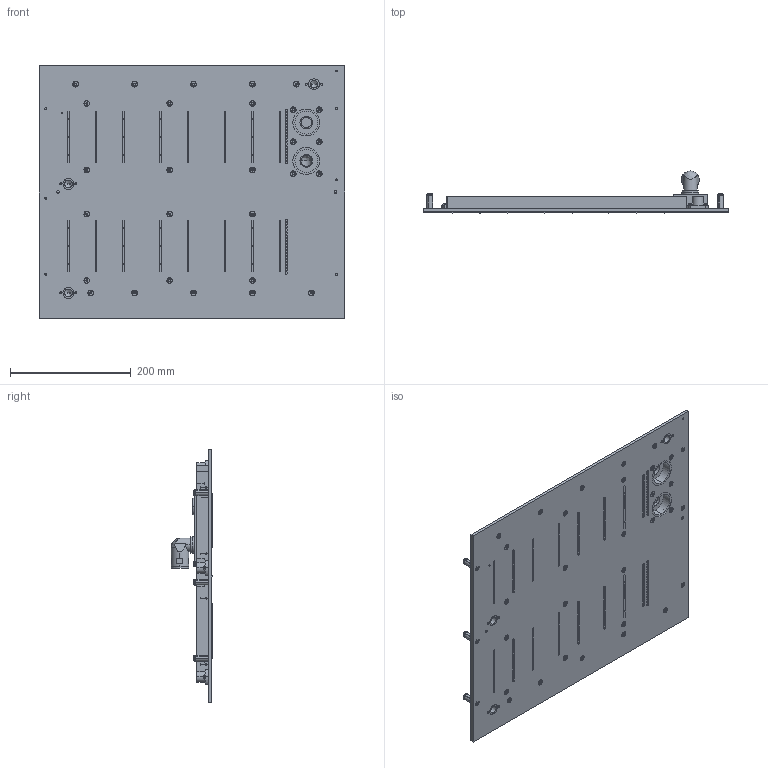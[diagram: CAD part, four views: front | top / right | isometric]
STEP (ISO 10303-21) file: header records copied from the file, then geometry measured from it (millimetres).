
FILE_DESCRIPTION (( 'STEP AP214' ), '1' );
FILE_NAME ('INGUN_13879.STEP', '2023-02-02T13:22:55', ( '' ), ( '' ), 'SwSTEP 2.0', 'SolidWorks 2021', '' );
FILE_SCHEMA (( 'AUTOMOTIVE_DESIGN' ));
Length unit declared in the file: millimetre
Products named in the file (20): 14688~0; 14102~2; 11683~0; 23691~0; 11657~0; 3609~1_S; 14050~6_KUNDE<Standard>; ISO7380~n_M04,0x010; DIN7~n_01,0m6x006; 14749~0; 13880~4; 15307~3_S; DIN7~n_04,0m6x004; DIN7991~n_M04,0x010; 14689~1; INGUN_13879; 10143~0; 19420~3; KT-Master__ADA~kt_KT-158; 23453~0
Assembly tree (165 placements, depth 3):
  INGUN_13879
    14050~6_KUNDE<Standard>
    14688~0  x3
    23453~0
      13880~4
      11657~0
      11683~0
      19420~3
      23691~0  x2
      DIN7991~n_M04,0x010  x6
    14102~2  x16
    14689~1  x2
    15307~3_S  x3
    KT-Master__ADA~kt_KT-158
    3609~1_S  x36
    14749~0  x6
    10143~0  x6
    DIN7991~n_M04,0x010  x22
    ISO7380~n_M04,0x010  x6
    DIN7~n_01,0m6x006  x48
    DIN7~n_04,0m6x004  x2
Bounding box: 505 x 69.34 x 417.83 mm (x, y, z)
Volume: 1499733.6 mm3; surface area: 629604.6 mm2
Topology: 165 solids, 165 shells, 3096 faces, 7053 edges, 4417 vertices
Faces by surface type: cylinder 1552, plane 650, cone 470, sphere 200, bspline 180, torus 44
Entity records: 24456 total; most frequent: CARTESIAN_POINT 6332, DIRECTION 3652, ORIENTED_EDGE 3052, EDGE_CURVE 1526, AXIS2_PLACEMENT_3D 1498, VERTEX_POINT 969, EDGE_LOOP 819, CIRCLE 736
